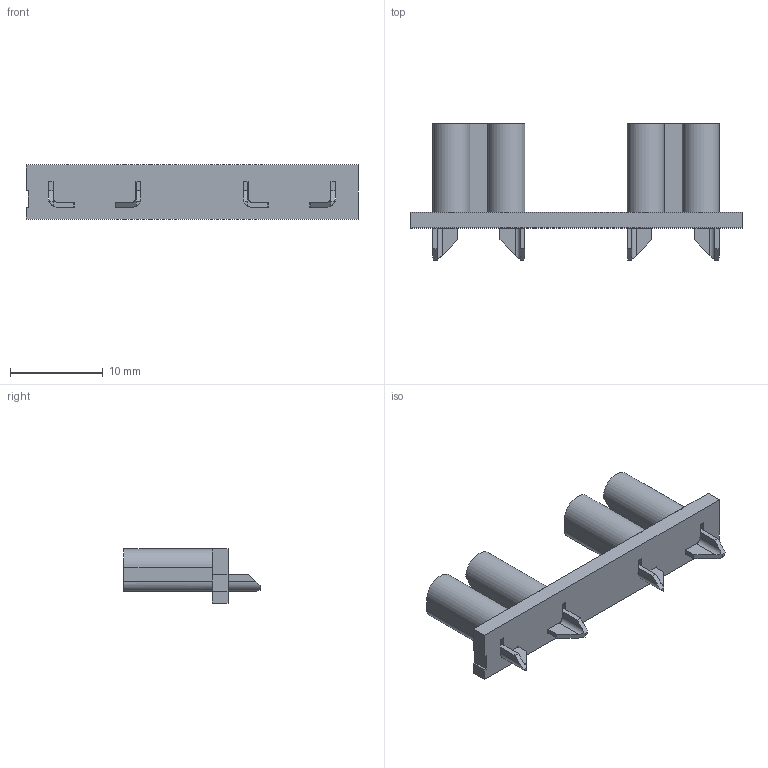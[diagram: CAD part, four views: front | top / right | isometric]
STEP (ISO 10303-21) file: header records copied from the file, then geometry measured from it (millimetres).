
FILE_DESCRIPTION (( 'STEP AP214' ), '1' );
FILE_NAME ('3555-2.STEP', '2010-09-17T13:32:11', ( 'Richard Maletta' ), ( '' ), 'SwSTEP 2.0', 'SolidWorks 2009', '' );
FILE_SCHEMA (( 'AUTOMOTIVE_DESIGN' ));
Length unit declared in the file: millimetre
Products named in the file (1): 3555-2
Bounding box: 35.81 x 14.68 x 5.84 mm (x, y, z)
Volume: 635.5 mm3; surface area: 1868.5 mm2
Topology: 3 solids, 3 shells, 134 faces, 352 edges, 224 vertices
Faces by surface type: plane 106, cylinder 28
Entity records: 5594 total; most frequent: CARTESIAN_POINT 759, ORIENTED_EDGE 704, DIRECTION 658, EDGE_CURVE 352, VECTOR 284, LINE 284, VERTEX_POINT 224, AXIS2_PLACEMENT_3D 187
